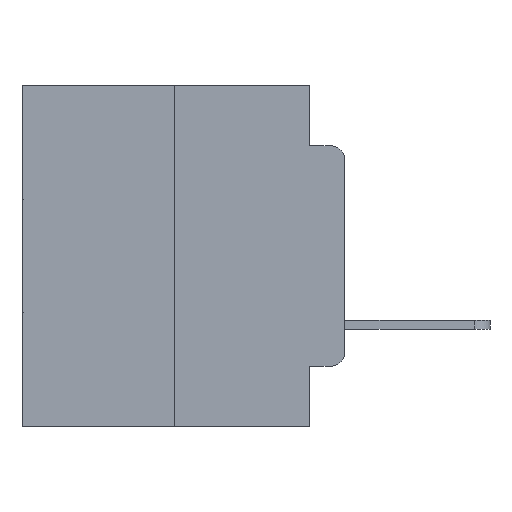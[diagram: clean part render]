
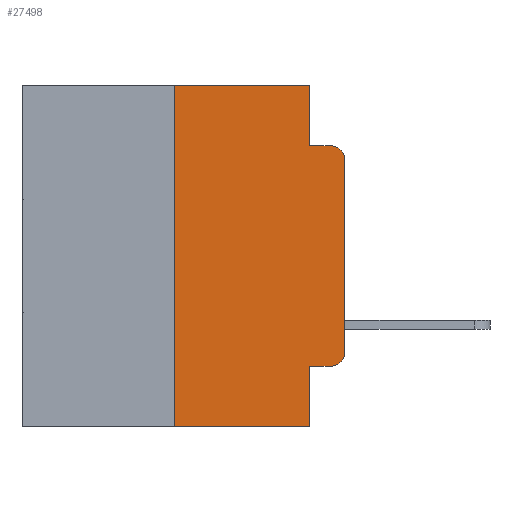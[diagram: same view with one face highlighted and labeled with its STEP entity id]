
A CAD part, left-side view. The second image highlights one B-rep face of the part: STEP entity #27498.
In plain terms, the highlighted planar face has unit normal (-1, 0, 0).
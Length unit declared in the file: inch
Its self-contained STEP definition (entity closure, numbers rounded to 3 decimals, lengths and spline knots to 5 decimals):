
#879 = VERTEX_POINT ( 'NONE', #27585 ) ;
#1375 = VERTEX_POINT ( 'NONE', #7507 ) ;
#1650 = DIRECTION ( 'NONE',  ( 0., 0., 1. ) ) ;
#1874 = LINE ( 'NONE', #12916, #11624 ) ;
#2076 = ORIENTED_EDGE ( 'NONE', *, *, #20625, .T. ) ;
#2195 = EDGE_CURVE ( 'NONE', #10245, #879, #9853, .T. ) ;
#2519 = VERTEX_POINT ( 'NONE', #19015 ) ;
#3615 = VERTEX_POINT ( 'NONE', #18005 ) ;
#4133 = VECTOR ( 'NONE', #22646, 39.37008 ) ;
#4135 = LINE ( 'NONE', #16546, #7786 ) ;
#4312 = VECTOR ( 'NONE', #10994, 39.37008 ) ;
#4513 = EDGE_CURVE ( 'NONE', #21124, #26934, #6681, .T. ) ;
#4560 = CARTESIAN_POINT ( 'NONE',  ( 0., 0.473, -0.5 ) ) ;
#4699 = CARTESIAN_POINT ( 'NONE',  ( 0., 0.473, 0. ) ) ;
#5091 = CARTESIAN_POINT ( 'NONE',  ( 0., 0.051, -0.5 ) ) ;
#5807 = CARTESIAN_POINT ( 'NONE',  ( 0., 0.051, -0.4115 ) ) ;
#6237 = FACE_OUTER_BOUND ( 'NONE', #11285, .T. ) ;
#6471 = VECTOR ( 'NONE', #6974, 39.37008 ) ;
#6681 = LINE ( 'NONE', #4560, #4312 ) ;
#6974 = DIRECTION ( 'NONE',  ( 0., -1., 0. ) ) ;
#7507 = CARTESIAN_POINT ( 'NONE',  ( 0., 0., -0.1085 ) ) ;
#7677 = ORIENTED_EDGE ( 'NONE', *, *, #11702, .F. ) ;
#7693 = DIRECTION ( 'NONE',  ( 0., 0., -1. ) ) ;
#7786 = VECTOR ( 'NONE', #1650, 39.37008 ) ;
#7945 = EDGE_CURVE ( 'NONE', #17820, #3615, #11004, .T. ) ;
#8250 = CARTESIAN_POINT ( 'NONE',  ( 0., 0.473, 0. ) ) ;
#9508 = CARTESIAN_POINT ( 'NONE',  ( 0., 0.02, -0.1085 ) ) ;
#9590 = DIRECTION ( 'NONE',  ( 0., 0., 1. ) ) ;
#9853 = LINE ( 'NONE', #15008, #17248 ) ;
#9891 = ORIENTED_EDGE ( 'NONE', *, *, #2195, .F. ) ;
#10245 = VERTEX_POINT ( 'NONE', #18697 ) ;
#10307 = VECTOR ( 'NONE', #9590, 39.37008 ) ;
#10373 = CARTESIAN_POINT ( 'NONE',  ( 0., 0.051, 0. ) ) ;
#10496 = DIRECTION ( 'NONE',  ( 0., 0., -1. ) ) ;
#10521 = DIRECTION ( 'NONE',  ( 0., 0., -1. ) ) ;
#10994 = DIRECTION ( 'NONE',  ( 0., -1., 0. ) ) ;
#11004 = LINE ( 'NONE', #5807, #21779 ) ;
#11285 = EDGE_LOOP ( 'NONE', ( #12083, #21400, #9891, #21024, #11539, #7677, #27354, #12359, #20799, #2076 ) ) ;
#11539 = ORIENTED_EDGE ( 'NONE', *, *, #21301, .F. ) ;
#11624 = VECTOR ( 'NONE', #10496, 39.37008 ) ;
#11702 = EDGE_CURVE ( 'NONE', #21124, #15707, #4135, .T. ) ;
#12083 = ORIENTED_EDGE ( 'NONE', *, *, #27175, .T. ) ;
#12359 = ORIENTED_EDGE ( 'NONE', *, *, #12483, .F. ) ;
#12483 = EDGE_CURVE ( 'NONE', #17820, #26934, #27370, .T. ) ;
#12916 = CARTESIAN_POINT ( 'NONE',  ( 0., 0.051, 0. ) ) ;
#13294 = DIRECTION ( 'NONE',  ( -1., 0., 0. ) ) ;
#14560 = AXIS2_PLACEMENT_3D ( 'NONE', #8250, #23144, #10521 ) ;
#15008 = CARTESIAN_POINT ( 'NONE',  ( 0., 0.051, -0.0885 ) ) ;
#15707 = VERTEX_POINT ( 'NONE', #17727 ) ;
#16546 = CARTESIAN_POINT ( 'NONE',  ( 0., 0.25, 0. ) ) ;
#17248 = VECTOR ( 'NONE', #21513, 39.37008 ) ;
#17361 = CARTESIAN_POINT ( 'NONE',  ( 0., 0.25, -0.5 ) ) ;
#17645 = CARTESIAN_POINT ( 'NONE',  ( 0., 0.051, 0. ) ) ;
#17703 = LINE ( 'NONE', #21901, #10307 ) ;
#17727 = CARTESIAN_POINT ( 'NONE',  ( 0., 0.25, 0. ) ) ;
#17820 = VERTEX_POINT ( 'NONE', #25740 ) ;
#18005 = CARTESIAN_POINT ( 'NONE',  ( 0., 0.02, -0.4115 ) ) ;
#18697 = CARTESIAN_POINT ( 'NONE',  ( 0., 0.051, -0.0885 ) ) ;
#18880 = VERTEX_POINT ( 'NONE', #10373 ) ;
#19015 = CARTESIAN_POINT ( 'NONE',  ( 0., 0., -0.3915 ) ) ;
#19229 = EDGE_CURVE ( 'NONE', #18880, #10245, #1874, .T. ) ;
#19646 = AXIS2_PLACEMENT_3D ( 'NONE', #21713, #13294, #25931 ) ;
#20578 = DIRECTION ( 'NONE',  ( -1., 0., 0. ) ) ;
#20625 = EDGE_CURVE ( 'NONE', #3615, #2519, #26352, .T. ) ;
#20799 = ORIENTED_EDGE ( 'NONE', *, *, #7945, .T. ) ;
#21024 = ORIENTED_EDGE ( 'NONE', *, *, #19229, .F. ) ;
#21124 = VERTEX_POINT ( 'NONE', #17361 ) ;
#21156 = PLANE ( 'NONE',  #14560 ) ;
#21301 = EDGE_CURVE ( 'NONE', #15707, #18880, #22985, .T. ) ;
#21400 = ORIENTED_EDGE ( 'NONE', *, *, #22142, .T. ) ;
#21513 = DIRECTION ( 'NONE',  ( 0., -1., 0. ) ) ;
#21713 = CARTESIAN_POINT ( 'NONE',  ( 0., 0.02, -0.3915 ) ) ;
#21779 = VECTOR ( 'NONE', #22865, 39.37008 ) ;
#21901 = CARTESIAN_POINT ( 'NONE',  ( 0., 0., 0. ) ) ;
#22142 = EDGE_CURVE ( 'NONE', #1375, #879, #22300, .T. ) ;
#22300 = CIRCLE ( 'NONE', #23687, 0.02 ) ;
#22646 = DIRECTION ( 'NONE',  ( 0., 0., -1. ) ) ;
#22865 = DIRECTION ( 'NONE',  ( 0., -1., 0. ) ) ;
#22985 = LINE ( 'NONE', #4699, #6471 ) ;
#23144 = DIRECTION ( 'NONE',  ( 1., 0., 0. ) ) ;
#23687 = AXIS2_PLACEMENT_3D ( 'NONE', #9508, #20578, #7693 ) ;
#25740 = CARTESIAN_POINT ( 'NONE',  ( 0., 0.051, -0.4115 ) ) ;
#25931 = DIRECTION ( 'NONE',  ( 0., 0., -1. ) ) ;
#26352 = CIRCLE ( 'NONE', #19646, 0.02 ) ;
#26934 = VERTEX_POINT ( 'NONE', #5091 ) ;
#27175 = EDGE_CURVE ( 'NONE', #2519, #1375, #17703, .T. ) ;
#27354 = ORIENTED_EDGE ( 'NONE', *, *, #4513, .T. ) ;
#27370 = LINE ( 'NONE', #17645, #4133 ) ;
#27498 = ADVANCED_FACE ( 'NONE', ( #6237 ), #21156, .F. ) ;
#27585 = CARTESIAN_POINT ( 'NONE',  ( 0., 0.02, -0.0885 ) ) ;
